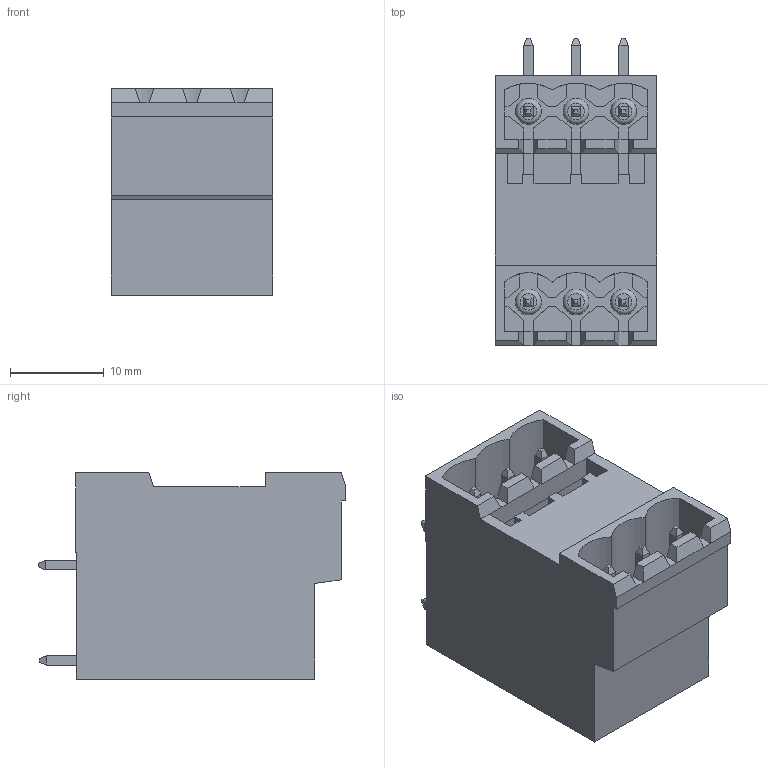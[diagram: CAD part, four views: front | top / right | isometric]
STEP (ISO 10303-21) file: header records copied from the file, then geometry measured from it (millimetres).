
FILE_DESCRIPTION( ( 'Unknown' ), '1' );
FILE_NAME( '691331510006.stp', 'Unknown', ( 'Unknown' ), ( 'Unknown' ), 'PSStep 15.0.49', 'Unknown', ' ' );
FILE_SCHEMA( ( 'AUTOMOTIVE_DESIGN { 1 0 10303 214 1 1 1 1 }' ) );
Length unit declared in the file: millimetre
Products named in the file (5): Assem1; 691333500006; 6913315100xx_PIN LONGUE; 6913315100xx_PIN; 691333500006_CAPOT
Assembly tree (8 placements, depth 2):
  Assem1
    691333500006
    6913315100xx_PIN LONGUE  x3
    6913315100xx_PIN  x3
    691333500006_CAPOT
Bounding box: 17.24 x 32.8 x 22 mm (x, y, z)
Volume: 4080.9 mm3; surface area: 7786.8 mm2
Topology: 8 solids, 8 shells, 466 faces, 1264 edges, 820 vertices
Faces by surface type: plane 430, cylinder 30, torus 6
Full cylindrical faces by diameter (mm): 1.7 x4, 2.75 x6
Entity records: 15770 total; most frequent: CARTESIAN_POINT 2227, ORIENTED_EDGE 2188, DIRECTION 1978, EDGE_CURVE 1094, LINE 1024, VECTOR 1024, VERTEX_POINT 726, AXIS2_PLACEMENT_3D 477
